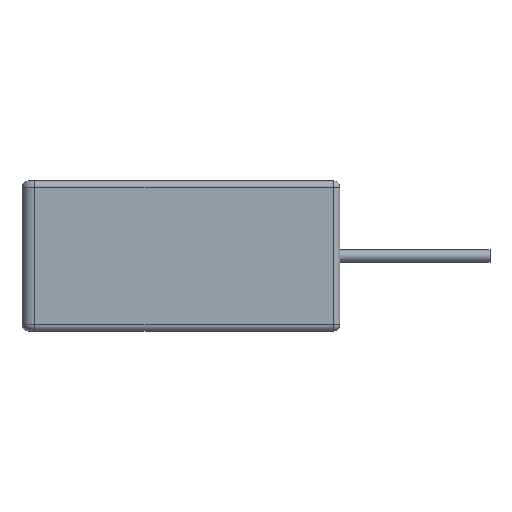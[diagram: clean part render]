
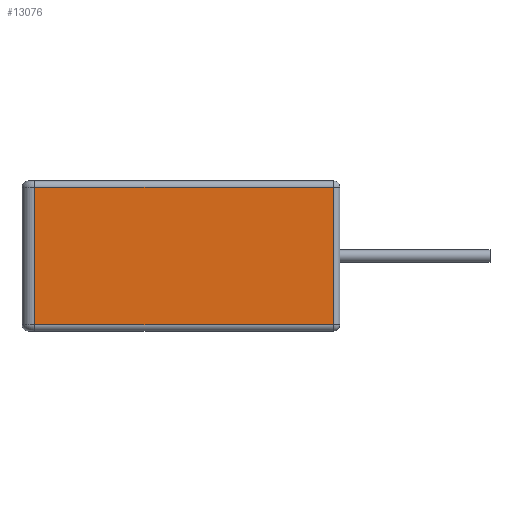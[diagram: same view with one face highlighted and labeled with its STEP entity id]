
A CAD part, left-side view. The second image highlights one B-rep face of the part: STEP entity #13076.
In plain terms, the highlighted planar face has unit normal (-1, 0, 0).
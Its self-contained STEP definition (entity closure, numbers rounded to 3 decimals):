
#2050 = AXIS2_PLACEMENT_3D ( 'NONE', #5447, #7347, #23192 ) ;
#2338 = DIRECTION ( 'NONE',  ( 0., 1., 0. ) ) ;
#2434 = VECTOR ( 'NONE', #2338, 1000. ) ;
#2570 = CARTESIAN_POINT ( 'NONE',  ( 0., 0., 5.75 ) ) ;
#3628 = ORIENTED_EDGE ( 'NONE', *, *, #17391, .T. ) ;
#4100 = CARTESIAN_POINT ( 'NONE',  ( 0., 11.5, 6. ) ) ;
#4232 = EDGE_CURVE ( 'NONE', #18920, #15800, #9537, .T. ) ;
#5447 = CARTESIAN_POINT ( 'NONE',  ( 0., 0., 6. ) ) ;
#5637 = CARTESIAN_POINT ( 'NONE',  ( 0., 11.5, 0.25 ) ) ;
#5764 = LINE ( 'NONE', #20546, #13671 ) ;
#6137 = DIRECTION ( 'NONE',  ( 0., 0., -1. ) ) ;
#6273 = CARTESIAN_POINT ( 'NONE',  ( 0., -0.45, 0.25 ) ) ;
#7083 = EDGE_CURVE ( 'NONE', #15800, #12646, #5764, .T. ) ;
#7173 = ORIENTED_EDGE ( 'NONE', *, *, #12365, .T. ) ;
#7347 = DIRECTION ( 'NONE',  ( 1., 0., 0. ) ) ;
#7420 = DIRECTION ( 'NONE',  ( 0., 0., 1. ) ) ;
#7434 = PLANE ( 'NONE',  #2050 ) ;
#9537 = LINE ( 'NONE', #4100, #22449 ) ;
#9880 = ORIENTED_EDGE ( 'NONE', *, *, #4232, .T. ) ;
#10279 = ORIENTED_EDGE ( 'NONE', *, *, #7083, .T. ) ;
#11748 = VECTOR ( 'NONE', #7420, 1000. ) ;
#12365 = EDGE_CURVE ( 'NONE', #12646, #20851, #19308, .T. ) ;
#12646 = VERTEX_POINT ( 'NONE', #6273 ) ;
#13076 = ADVANCED_FACE ( 'NONE', ( #18515 ), #7434, .F. ) ;
#13494 = LINE ( 'NONE', #2570, #2434 ) ;
#13671 = VECTOR ( 'NONE', #16727, 1000. ) ;
#15800 = VERTEX_POINT ( 'NONE', #5637 ) ;
#16470 = CARTESIAN_POINT ( 'NONE',  ( 0., -0.45, 6. ) ) ;
#16727 = DIRECTION ( 'NONE',  ( 0., -1., 0. ) ) ;
#17225 = EDGE_LOOP ( 'NONE', ( #9880, #10279, #7173, #3628 ) ) ;
#17391 = EDGE_CURVE ( 'NONE', #20851, #18920, #13494, .T. ) ;
#18361 = CARTESIAN_POINT ( 'NONE',  ( 0., -0.45, 5.75 ) ) ;
#18515 = FACE_OUTER_BOUND ( 'NONE', #17225, .T. ) ;
#18920 = VERTEX_POINT ( 'NONE', #21852 ) ;
#19308 = LINE ( 'NONE', #16470, #11748 ) ;
#20546 = CARTESIAN_POINT ( 'NONE',  ( 0., -0.7, 0.25 ) ) ;
#20851 = VERTEX_POINT ( 'NONE', #18361 ) ;
#21852 = CARTESIAN_POINT ( 'NONE',  ( 0., 11.5, 5.75 ) ) ;
#22449 = VECTOR ( 'NONE', #6137, 1000. ) ;
#23192 = DIRECTION ( 'NONE',  ( 0., 0., -1. ) ) ;
